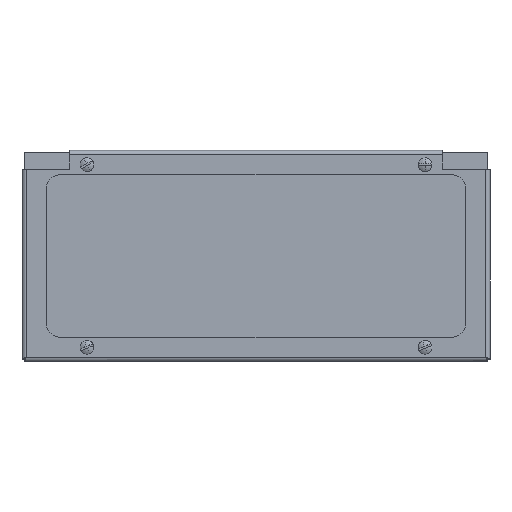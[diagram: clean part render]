
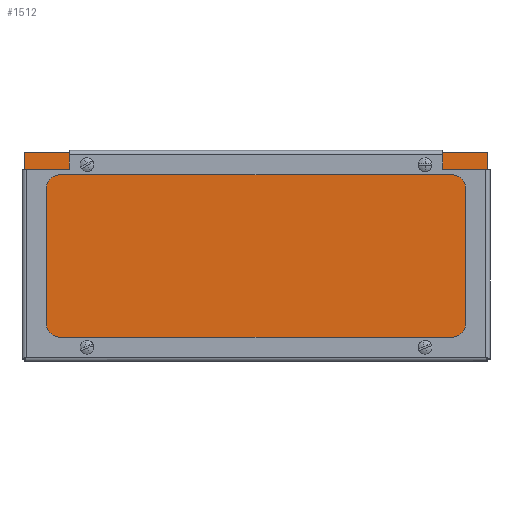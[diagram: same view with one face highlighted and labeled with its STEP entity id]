
A CAD part, top view. The second image highlights one B-rep face of the part: STEP entity #1512.
In plain terms, the highlighted face is planar.
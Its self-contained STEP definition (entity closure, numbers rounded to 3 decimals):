
#29 = CARTESIAN_POINT ( 'NONE',  ( 296.5, 0., 9. ) ) ;
#41 = CIRCLE ( 'NONE', #437, 4.5 ) ;
#55 = CIRCLE ( 'NONE', #1515, 4.5 ) ;
#77 = CARTESIAN_POINT ( 'NONE',  ( 0., 0., 0. ) ) ;
#114 = CARTESIAN_POINT ( 'NONE',  ( 46.5, 0., 144. ) ) ;
#131 = VERTEX_POINT ( 'NONE', #1191 ) ;
#143 = DIRECTION ( 'NONE',  ( 0., 0., 1. ) ) ;
#156 = EDGE_CURVE ( 'NONE', #2920, #1932, #1315, .T. ) ;
#161 = PLANE ( 'NONE',  #2306 ) ;
#207 = AXIS2_PLACEMENT_3D ( 'NONE', #1746, #1552, #2018 ) ;
#262 = CARTESIAN_POINT ( 'NONE',  ( 46.5, 0., 13.5 ) ) ;
#298 = ORIENTED_EDGE ( 'NONE', *, *, #2185, .F. ) ;
#385 = AXIS2_PLACEMENT_3D ( 'NONE', #2965, #818, #2496 ) ;
#437 = AXIS2_PLACEMENT_3D ( 'NONE', #498, #988, #1900 ) ;
#463 = EDGE_LOOP ( 'NONE', ( #1476, #2535 ) ) ;
#498 = CARTESIAN_POINT ( 'NONE',  ( 46.5, 0., 144. ) ) ;
#525 = EDGE_LOOP ( 'NONE', ( #1097, #298, #596, #2408 ) ) ;
#548 = CARTESIAN_POINT ( 'NONE',  ( 46.5, 0., 139.5 ) ) ;
#575 = CARTESIAN_POINT ( 'NONE',  ( 296.5, 0., 148.5 ) ) ;
#596 = ORIENTED_EDGE ( 'NONE', *, *, #960, .F. ) ;
#632 = FACE_BOUND ( 'NONE', #1357, .T. ) ;
#641 = CARTESIAN_POINT ( 'NONE',  ( 296.5, 0., 139.5 ) ) ;
#649 = CIRCLE ( 'NONE', #906, 4.5 ) ;
#681 = FACE_BOUND ( 'NONE', #463, .T. ) ;
#683 = ORIENTED_EDGE ( 'NONE', *, *, #1378, .F. ) ;
#751 = DIRECTION ( 'NONE',  ( 0., 0., -1. ) ) ;
#792 = DIRECTION ( 'NONE',  ( 0., -1., 0. ) ) ;
#793 = VECTOR ( 'NONE', #2180, 1000. ) ;
#818 = DIRECTION ( 'NONE',  ( 0., -1., 0. ) ) ;
#834 = ORIENTED_EDGE ( 'NONE', *, *, #993, .F. ) ;
#858 = CIRCLE ( 'NONE', #2614, 4.5 ) ;
#902 = CARTESIAN_POINT ( 'NONE',  ( 46.5, 0., 148.5 ) ) ;
#906 = AXIS2_PLACEMENT_3D ( 'NONE', #29, #1784, #751 ) ;
#954 = EDGE_CURVE ( 'NONE', #1921, #2554, #1518, .T. ) ;
#960 = EDGE_CURVE ( 'NONE', #2134, #2178, #1768, .T. ) ;
#988 = DIRECTION ( 'NONE',  ( 0., -1., 0. ) ) ;
#993 = EDGE_CURVE ( 'NONE', #2332, #2238, #1344, .T. ) ;
#1030 = CARTESIAN_POINT ( 'NONE',  ( 296.5, 0., 4.5 ) ) ;
#1037 = CARTESIAN_POINT ( 'NONE',  ( 0., 0., 153. ) ) ;
#1047 = DIRECTION ( 'NONE',  ( 0., 0., -1. ) ) ;
#1097 = ORIENTED_EDGE ( 'NONE', *, *, #954, .F. ) ;
#1191 = CARTESIAN_POINT ( 'NONE',  ( 296.5, 0., 13.5 ) ) ;
#1234 = CARTESIAN_POINT ( 'NONE',  ( 343., 0., 0. ) ) ;
#1240 = DIRECTION ( 'NONE',  ( 0., -1., 0. ) ) ;
#1274 = CARTESIAN_POINT ( 'NONE',  ( 0., 0., 0. ) ) ;
#1290 = DIRECTION ( 'NONE',  ( -1., 0., 0. ) ) ;
#1310 = EDGE_CURVE ( 'NONE', #1972, #2243, #41, .T. ) ;
#1315 = CIRCLE ( 'NONE', #207, 4.5 ) ;
#1342 = LINE ( 'NONE', #1380, #2460 ) ;
#1343 = VECTOR ( 'NONE', #1290, 1000. ) ;
#1344 = CIRCLE ( 'NONE', #385, 4.5 ) ;
#1350 = EDGE_CURVE ( 'NONE', #131, #1408, #2206, .T. ) ;
#1357 = EDGE_LOOP ( 'NONE', ( #3079, #2329 ) ) ;
#1378 = EDGE_CURVE ( 'NONE', #2238, #2332, #858, .T. ) ;
#1380 = CARTESIAN_POINT ( 'NONE',  ( 0., 0., 0. ) ) ;
#1388 = EDGE_CURVE ( 'NONE', #2243, #1972, #2416, .T. ) ;
#1394 = DIRECTION ( 'NONE',  ( 0., -1., 0. ) ) ;
#1408 = VERTEX_POINT ( 'NONE', #1030 ) ;
#1476 = ORIENTED_EDGE ( 'NONE', *, *, #1388, .F. ) ;
#1481 = CARTESIAN_POINT ( 'NONE',  ( 296.5, 0., 9. ) ) ;
#1512 = ADVANCED_FACE ( 'NONE', ( #2837, #2573, #681, #632, #1821 ), #161, .T. ) ;
#1515 = AXIS2_PLACEMENT_3D ( 'NONE', #3005, #1394, #2327 ) ;
#1518 = LINE ( 'NONE', #77, #1343 ) ;
#1525 = EDGE_LOOP ( 'NONE', ( #834, #683 ) ) ;
#1545 = CARTESIAN_POINT ( 'NONE',  ( 46.5, 0., 4.5 ) ) ;
#1552 = DIRECTION ( 'NONE',  ( 0., -1., 0. ) ) ;
#1599 = EDGE_CURVE ( 'NONE', #2554, #2134, #1342, .T. ) ;
#1605 = EDGE_CURVE ( 'NONE', #1932, #2920, #55, .T. ) ;
#1619 = AXIS2_PLACEMENT_3D ( 'NONE', #1481, #1240, #2875 ) ;
#1639 = ORIENTED_EDGE ( 'NONE', *, *, #1350, .F. ) ;
#1746 = CARTESIAN_POINT ( 'NONE',  ( 46.5, 0., 9. ) ) ;
#1749 = VECTOR ( 'NONE', #2760, 1000. ) ;
#1768 = LINE ( 'NONE', #1037, #1749 ) ;
#1783 = CARTESIAN_POINT ( 'NONE',  ( 343., 0., 0. ) ) ;
#1784 = DIRECTION ( 'NONE',  ( 0., -1., 0. ) ) ;
#1821 = FACE_OUTER_BOUND ( 'NONE', #525, .T. ) ;
#1900 = DIRECTION ( 'NONE',  ( 0., 0., -1. ) ) ;
#1921 = VERTEX_POINT ( 'NONE', #1783 ) ;
#1932 = VERTEX_POINT ( 'NONE', #1545 ) ;
#1972 = VERTEX_POINT ( 'NONE', #902 ) ;
#2018 = DIRECTION ( 'NONE',  ( 0., 0., -1. ) ) ;
#2046 = DIRECTION ( 'NONE',  ( 0., 0., -1. ) ) ;
#2134 = VERTEX_POINT ( 'NONE', #3085 ) ;
#2178 = VERTEX_POINT ( 'NONE', #2355 ) ;
#2180 = DIRECTION ( 'NONE',  ( 0., 0., -1. ) ) ;
#2185 = EDGE_CURVE ( 'NONE', #2178, #1921, #2832, .T. ) ;
#2206 = CIRCLE ( 'NONE', #1619, 4.5 ) ;
#2228 = CARTESIAN_POINT ( 'NONE',  ( 296.5, 0., 144. ) ) ;
#2238 = VERTEX_POINT ( 'NONE', #575 ) ;
#2243 = VERTEX_POINT ( 'NONE', #548 ) ;
#2306 = AXIS2_PLACEMENT_3D ( 'NONE', #3073, #2770, #2046 ) ;
#2327 = DIRECTION ( 'NONE',  ( 0., 0., -1. ) ) ;
#2329 = ORIENTED_EDGE ( 'NONE', *, *, #156, .F. ) ;
#2332 = VERTEX_POINT ( 'NONE', #641 ) ;
#2355 = CARTESIAN_POINT ( 'NONE',  ( 343., 0., 153. ) ) ;
#2408 = ORIENTED_EDGE ( 'NONE', *, *, #1599, .F. ) ;
#2416 = CIRCLE ( 'NONE', #2570, 4.5 ) ;
#2460 = VECTOR ( 'NONE', #143, 1000. ) ;
#2487 = DIRECTION ( 'NONE',  ( 0., 0., -1. ) ) ;
#2496 = DIRECTION ( 'NONE',  ( 0., 0., -1. ) ) ;
#2535 = ORIENTED_EDGE ( 'NONE', *, *, #1310, .F. ) ;
#2554 = VERTEX_POINT ( 'NONE', #1274 ) ;
#2570 = AXIS2_PLACEMENT_3D ( 'NONE', #114, #792, #2487 ) ;
#2573 = FACE_BOUND ( 'NONE', #2603, .T. ) ;
#2603 = EDGE_LOOP ( 'NONE', ( #2697, #1639 ) ) ;
#2614 = AXIS2_PLACEMENT_3D ( 'NONE', #2228, #2752, #1047 ) ;
#2697 = ORIENTED_EDGE ( 'NONE', *, *, #2922, .F. ) ;
#2752 = DIRECTION ( 'NONE',  ( 0., -1., 0. ) ) ;
#2760 = DIRECTION ( 'NONE',  ( 1., 0., 0. ) ) ;
#2770 = DIRECTION ( 'NONE',  ( 0., -1., 0. ) ) ;
#2832 = LINE ( 'NONE', #1234, #793 ) ;
#2837 = FACE_BOUND ( 'NONE', #1525, .T. ) ;
#2875 = DIRECTION ( 'NONE',  ( 0., 0., -1. ) ) ;
#2920 = VERTEX_POINT ( 'NONE', #262 ) ;
#2922 = EDGE_CURVE ( 'NONE', #1408, #131, #649, .T. ) ;
#2965 = CARTESIAN_POINT ( 'NONE',  ( 296.5, 0., 144. ) ) ;
#3005 = CARTESIAN_POINT ( 'NONE',  ( 46.5, 0., 9. ) ) ;
#3073 = CARTESIAN_POINT ( 'NONE',  ( 0., 0., 0. ) ) ;
#3079 = ORIENTED_EDGE ( 'NONE', *, *, #1605, .F. ) ;
#3085 = CARTESIAN_POINT ( 'NONE',  ( 0., 0., 153. ) ) ;
